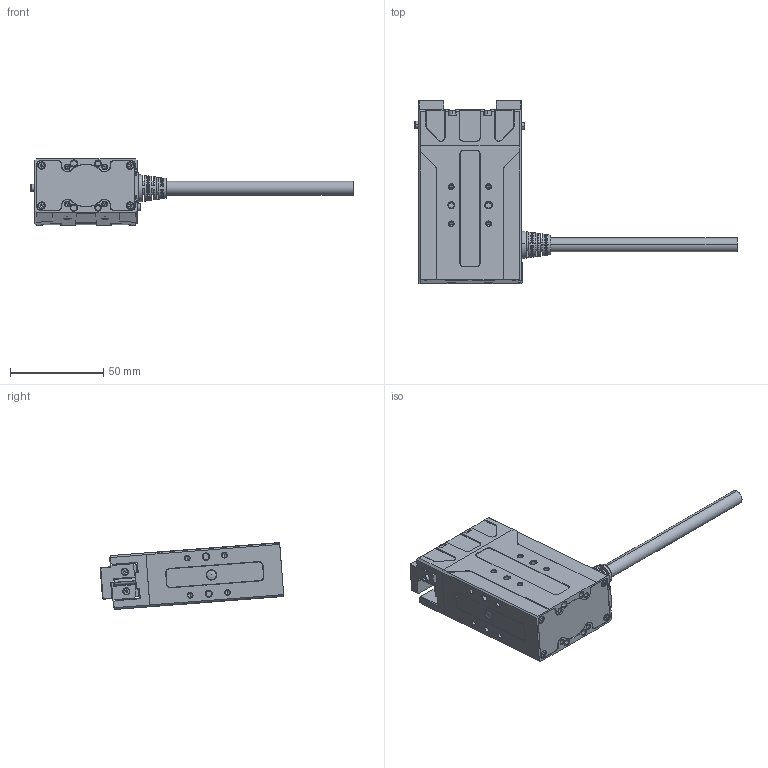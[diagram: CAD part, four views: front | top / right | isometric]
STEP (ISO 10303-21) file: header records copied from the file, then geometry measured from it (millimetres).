
FILE_DESCRIPTION (( 'STEP AP214' ), '1' );
FILE_NAME ('PGE-50-26耜醱堤盄.STEP', '2022-02-22T07:32:07', ( 'yons' ), ( '' ), 'SwSTEP 2.0', 'SolidWorks 2020', '' );
FILE_SCHEMA (( 'AUTOMOTIVE_DESIGN' ));
Length unit declared in the file: millimetre
Products named in the file (3): PGE-50-C1價釱; PGE-50-26耜醱堤盄; PGE-50-C1Body耜堤
Assembly tree (3 placements, depth 2):
  PGE-50-26耜醱堤盄
    PGE-50-C1價釱  x2
    PGE-50-C1Body耜堤
Bounding box: 172.8 x 98.46 x 35.88 mm (x, y, z)
Volume: 142564.5 mm3; surface area: 41728.5 mm2
Topology: 22 solids, 26 shells, 1771 faces, 4346 edges, 2630 vertices
Faces by surface type: plane 867, cylinder 437, cone 363, bspline 83, torus 20, sphere 1
Entity records: 66646 total; most frequent: CARTESIAN_POINT 11025, DIRECTION 7915, ORIENTED_EDGE 7712, EDGE_CURVE 3856, AXIS2_PLACEMENT_3D 2754, LINE 2407, VECTOR 2407, VERTEX_POINT 2379
